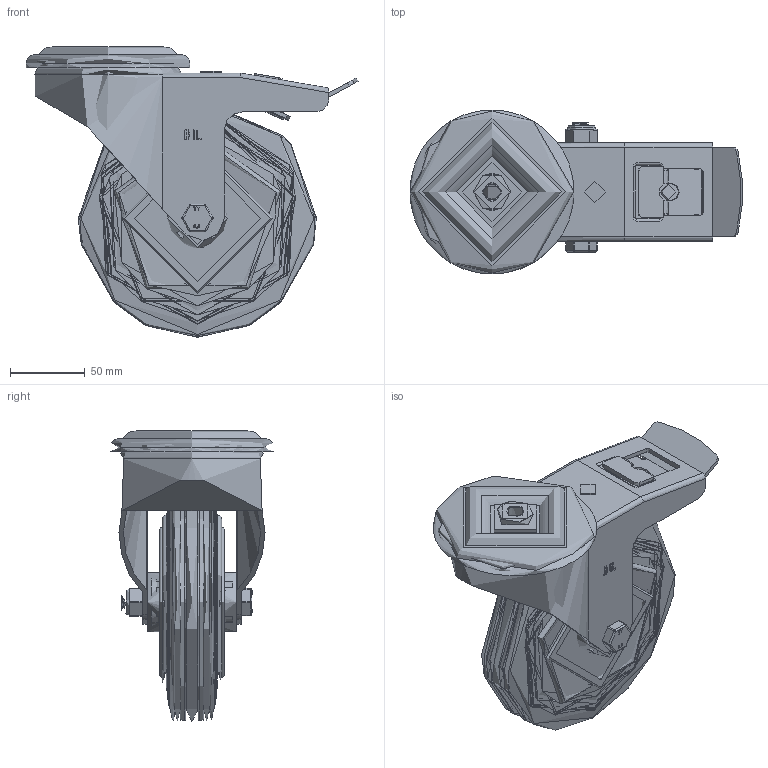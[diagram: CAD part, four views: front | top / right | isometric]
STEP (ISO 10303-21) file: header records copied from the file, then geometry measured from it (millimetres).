
FILE_DESCRIPTION(/* description */ ('','CAx-IF Rec.Pracs.---Representation and Presentation of Product Manufacturing Information (PMI)---4.0---2014-10-13'),/* implementation_level */ '2;1');
FILE_NAME(/* name */ 'BZMM160PSBBH12SWB.step',/* time_stamp */ '2024-12-16T10:28:06Z',/* author */ (''),/* organization */ (''),/* preprocessor_version */ 'ST-DEVELOPER v20',/* originating_system */ 'Autodesk Translation Framework v13.20.0.188',/* authorisation */ '');
FILE_SCHEMA (('AP242_MANAGED_MODEL_BASED_3D_ENGINEERING_MIM_LF { 1 0 10303 442 1 1 4 }'));
Length unit declared in the file: millimetre
Products named in the file (27): BZMM160PSBBH12SWB; BZMM150ASBH12SWB v1; ZINC PLATED, PRESSED STEEL TOP PLATE; ZINC PLATED, PRESSED STEEL FORKS; ZINC PLATED, PRESSED STEEL BRAKE PEDAL; BRAKE PAD; BRAKE PAD Geometry; BRAKE BOLT; BOLT; NUT; BZH160WPSRB v1; RUBBER TYRE; POLYPROPYLENE RIM; POLYPROPYLENE RIM Geometry; CAP; ROLLER BEARING; CAGE; Pattern; Component1; TUBEM20X60 v1; ZINC PLATED STEEL TUBE; HEXBOLTM12X80Z8.8 v2; GRADE 8.8 ZINC PLATED BOLT; NYLOCM12Z v1; NYLOC NUT; NUT (1); RUBBER
Assembly tree (33 placements, depth 5):
  BZMM160PSBBH12SWB
    BZMM150ASBH12SWB v1
      ZINC PLATED, PRESSED STEEL TOP PLATE
      ZINC PLATED, PRESSED STEEL FORKS
      ZINC PLATED, PRESSED STEEL BRAKE PEDAL
      BRAKE PAD
        BRAKE PAD Geometry
        BRAKE BOLT
        BOLT
        NUT
    BZH160WPSRB v1
      RUBBER TYRE
      POLYPROPYLENE RIM
        POLYPROPYLENE RIM Geometry
        CAP
      ROLLER BEARING
        CAGE
        Pattern
          Component1  x8
    TUBEM20X60 v1
      ZINC PLATED STEEL TUBE
    HEXBOLTM12X80Z8.8 v2
      GRADE 8.8 ZINC PLATED BOLT
    NYLOCM12Z v1
      NYLOC NUT
        NUT (1)
        RUBBER
Bounding box: 222.68 x 110 x 195 mm (x, y, z)
Volume: 779727.6 mm3; surface area: 279247.3 mm2
Topology: 23 solids, 23 shells, 935 faces, 2398 edges, 1533 vertices
Faces by surface type: plane 364, cylinder 217, bspline 183, torus 101, cone 52, sphere 18
Full cylindrical faces by diameter (mm): 7.5 x8, 8 x2, 9.836 x18, 11.834 x18, 12 x3, 12.1 x2, 12.2 x1, 12.5 x1, 14 x3, 15 x1, 18 x1, 18.5 x1, 19.9 x1, 20 x3, 24.5 x1, 25 x2, 33.5 x1, 34 x3, 34.9 x1, 35 x1, 40 x4, 52.5 x1, 65.5 x1, 77 x1, 85 x2, 92 x1, 94 x2, 101 x2, 104 x1, 110 x1
Entity records: 63684 total; most frequent: CARTESIAN_POINT 41476, ORIENTED_EDGE 4752, DIRECTION 4155, EDGE_CURVE 2376, AXIS2_PLACEMENT_3D 1588, VERTEX_POINT 1519, EDGE_LOOP 991, LINE 979
